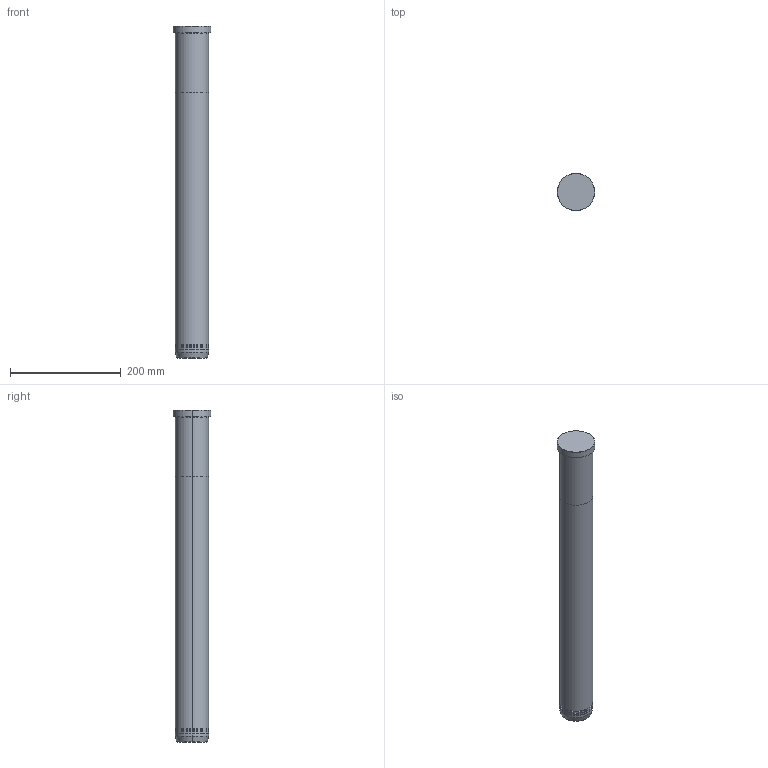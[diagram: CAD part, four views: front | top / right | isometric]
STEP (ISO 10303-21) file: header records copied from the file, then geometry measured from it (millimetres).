
FILE_DESCRIPTION (( 'STEP AP203' ), '1' );
FILE_NAME ('29cd.STEP', '2024-01-02T17:02:42', ( '' ), ( '' ), 'SwSTEP 2.0', 'SolidWorks 2019', '' );
FILE_SCHEMA (( 'CONFIG_CONTROL_DESIGN' ));
Length unit declared in the file: millimetre
Products named in the file (1): 29cd
Bounding box: 68 x 68 x 600 mm (x, y, z)
Volume: 1703335.4 mm3; surface area: 126149.5 mm2
Topology: 2 solids, 2 shells, 39 faces, 74 edges, 40 vertices
Faces by surface type: torus 18, cylinder 12, plane 5, cone 4
Entity records: 1057 total; most frequent: DIRECTION 212, CARTESIAN_POINT 154, ORIENTED_EDGE 148, AXIS2_PLACEMENT_3D 98, EDGE_CURVE 74, CIRCLE 58, VERTEX_POINT 40, EDGE_LOOP 40
